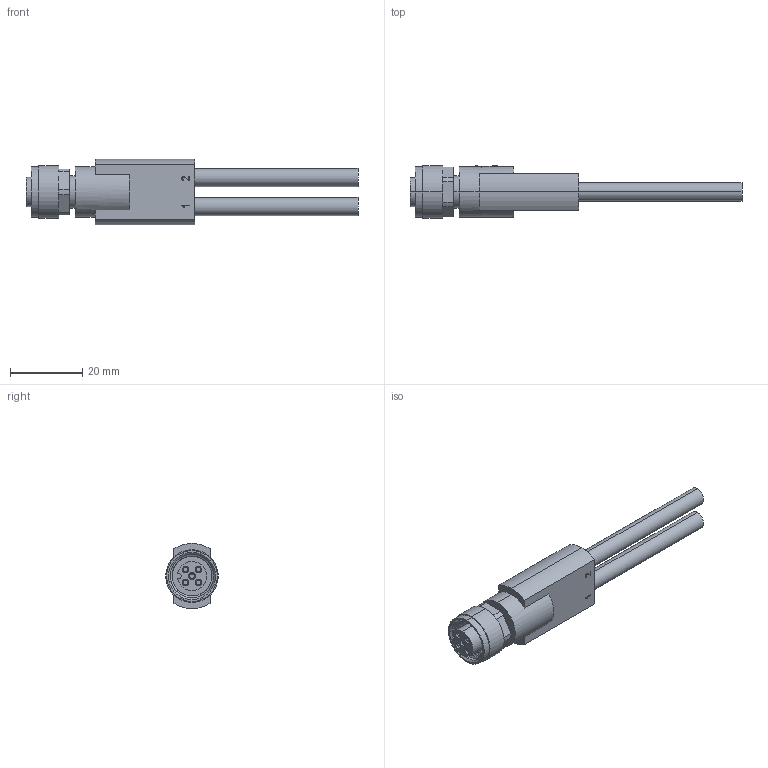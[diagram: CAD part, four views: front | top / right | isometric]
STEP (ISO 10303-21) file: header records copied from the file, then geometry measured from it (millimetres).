
FILE_DESCRIPTION (( 'STEP AP203' ), '1' );
FILE_NAME ('P114.STEP', '2020-03-31T03:40:41', ( 'edpusr' ), ( 'Microsoft' ), 'SwSTEP 2.0', 'SolidWorks 2015', '' );
FILE_SCHEMA (( 'CONFIG_CONTROL_DESIGN' ));
Length unit declared in the file: millimetre
Products named in the file (1): P114
Bounding box: 91.6 x 14.5 x 17.97 mm (x, y, z)
Volume: 8873.9 mm3; surface area: 5149.1 mm2
Topology: 2 solids, 2 shells, 351 faces, 942 edges, 626 vertices
Faces by surface type: plane 184, cylinder 138, bspline 17, cone 12
Entity records: 13072 total; most frequent: CARTESIAN_POINT 4124, ORIENTED_EDGE 1884, DIRECTION 1828, EDGE_CURVE 942, VERTEX_POINT 626, AXIS2_PLACEMENT_3D 612, VECTOR 604, LINE 604
